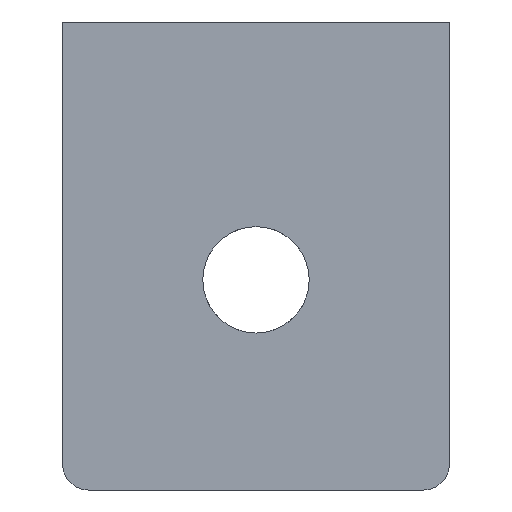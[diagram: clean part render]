
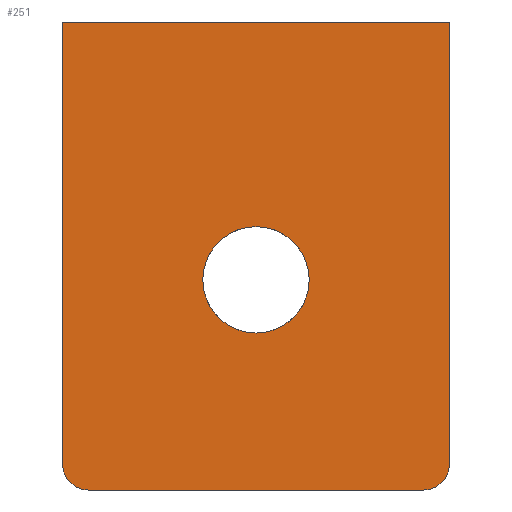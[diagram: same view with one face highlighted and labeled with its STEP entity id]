
A CAD part, front view. The second image highlights one B-rep face of the part: STEP entity #251.
In plain terms, the highlighted planar face has unit normal (0, -1, 0).
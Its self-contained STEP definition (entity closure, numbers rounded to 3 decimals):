
#8 = EDGE_CURVE ( 'NONE', #1379, #869, #22, .T. ) ;
#22 = LINE ( 'NONE', #1519, #1178 ) ;
#42 = DIRECTION ( 'NONE',  ( 0., 1., 0. ) ) ;
#44 = CARTESIAN_POINT ( 'NONE',  ( -15., 0., 0. ) ) ;
#53 = DIRECTION ( 'NONE',  ( 0., -1., 0. ) ) ;
#88 = DIRECTION ( 'NONE',  ( 0., -1., 0. ) ) ;
#196 = CARTESIAN_POINT ( 'NONE',  ( 0., 0., -20. ) ) ;
#237 = CARTESIAN_POINT ( 'NONE',  ( 13., 0., -34.3 ) ) ;
#251 = ADVANCED_FACE ( 'NONE', ( #265, #1480 ), #1752, .F. ) ;
#254 = AXIS2_PLACEMENT_3D ( 'NONE', #237, #88, #1587 ) ;
#265 = FACE_BOUND ( 'NONE', #1545, .T. ) ;
#297 = CARTESIAN_POINT ( 'NONE',  ( 15., 0., 0. ) ) ;
#302 = ORIENTED_EDGE ( 'NONE', *, *, #1082, .T. ) ;
#309 = AXIS2_PLACEMENT_3D ( 'NONE', #990, #53, #983 ) ;
#326 = CARTESIAN_POINT ( 'NONE',  ( 15., 0., -34.3 ) ) ;
#343 = AXIS2_PLACEMENT_3D ( 'NONE', #196, #727, #1153 ) ;
#365 = ORIENTED_EDGE ( 'NONE', *, *, #1590, .T. ) ;
#410 = VERTEX_POINT ( 'NONE', #1430 ) ;
#446 = VERTEX_POINT ( 'NONE', #1141 ) ;
#462 = DIRECTION ( 'NONE',  ( -1., 0., 0. ) ) ;
#471 = AXIS2_PLACEMENT_3D ( 'NONE', #1721, #1325, #515 ) ;
#489 = VERTEX_POINT ( 'NONE', #531 ) ;
#509 = CIRCLE ( 'NONE', #343, 4.125 ) ;
#515 = DIRECTION ( 'NONE',  ( 0., 0., 1. ) ) ;
#531 = CARTESIAN_POINT ( 'NONE',  ( -13., 0., -36.3 ) ) ;
#534 = CIRCLE ( 'NONE', #309, 2. ) ;
#560 = CARTESIAN_POINT ( 'NONE',  ( -15., 0., -34.3 ) ) ;
#724 = EDGE_CURVE ( 'NONE', #1379, #1200, #1733, .T. ) ;
#727 = DIRECTION ( 'NONE',  ( 0., 1., 0. ) ) ;
#747 = ORIENTED_EDGE ( 'NONE', *, *, #929, .T. ) ;
#834 = CARTESIAN_POINT ( 'NONE',  ( 15., 0., -36.3 ) ) ;
#869 = VERTEX_POINT ( 'NONE', #1525 ) ;
#884 = VERTEX_POINT ( 'NONE', #1137 ) ;
#887 = EDGE_CURVE ( 'NONE', #1404, #489, #534, .T. ) ;
#893 = VECTOR ( 'NONE', #462, 1000. ) ;
#929 = EDGE_CURVE ( 'NONE', #446, #884, #1004, .T. ) ;
#961 = DIRECTION ( 'NONE',  ( -1., 0., 0. ) ) ;
#983 = DIRECTION ( 'NONE',  ( 0., 0., 1. ) ) ;
#990 = CARTESIAN_POINT ( 'NONE',  ( -13., 0., -34.3 ) ) ;
#1004 = CIRCLE ( 'NONE', #1350, 4.125 ) ;
#1007 = CARTESIAN_POINT ( 'NONE',  ( 0., 0., -20. ) ) ;
#1040 = CARTESIAN_POINT ( 'NONE',  ( 15., 0., 0. ) ) ;
#1064 = ORIENTED_EDGE ( 'NONE', *, *, #1680, .T. ) ;
#1082 = EDGE_CURVE ( 'NONE', #869, #1404, #1264, .T. ) ;
#1131 = ORIENTED_EDGE ( 'NONE', *, *, #1174, .F. ) ;
#1137 = CARTESIAN_POINT ( 'NONE',  ( 0., 0., -24.125 ) ) ;
#1141 = CARTESIAN_POINT ( 'NONE',  ( 0., 0., -15.875 ) ) ;
#1153 = DIRECTION ( 'NONE',  ( 0., 0., 1. ) ) ;
#1174 = EDGE_CURVE ( 'NONE', #410, #489, #1514, .T. ) ;
#1178 = VECTOR ( 'NONE', #961, 1000. ) ;
#1200 = VERTEX_POINT ( 'NONE', #326 ) ;
#1218 = ORIENTED_EDGE ( 'NONE', *, *, #887, .T. ) ;
#1264 = LINE ( 'NONE', #44, #1710 ) ;
#1280 = DIRECTION ( 'NONE',  ( 0., 0., 1. ) ) ;
#1325 = DIRECTION ( 'NONE',  ( 0., 1., 0. ) ) ;
#1348 = VECTOR ( 'NONE', #1586, 1000. ) ;
#1350 = AXIS2_PLACEMENT_3D ( 'NONE', #1007, #42, #1280 ) ;
#1379 = VERTEX_POINT ( 'NONE', #297 ) ;
#1404 = VERTEX_POINT ( 'NONE', #560 ) ;
#1423 = ORIENTED_EDGE ( 'NONE', *, *, #8, .T. ) ;
#1430 = CARTESIAN_POINT ( 'NONE',  ( 13., 0., -36.3 ) ) ;
#1480 = FACE_OUTER_BOUND ( 'NONE', #1699, .T. ) ;
#1498 = ORIENTED_EDGE ( 'NONE', *, *, #724, .F. ) ;
#1514 = LINE ( 'NONE', #834, #893 ) ;
#1519 = CARTESIAN_POINT ( 'NONE',  ( 15., 0., 0. ) ) ;
#1525 = CARTESIAN_POINT ( 'NONE',  ( -15., 0., 0. ) ) ;
#1545 = EDGE_LOOP ( 'NONE', ( #747, #1064 ) ) ;
#1549 = DIRECTION ( 'NONE',  ( 0., 0., -1. ) ) ;
#1586 = DIRECTION ( 'NONE',  ( 0., 0., -1. ) ) ;
#1587 = DIRECTION ( 'NONE',  ( 0., 0., 1. ) ) ;
#1590 = EDGE_CURVE ( 'NONE', #410, #1200, #1649, .T. ) ;
#1649 = CIRCLE ( 'NONE', #254, 2. ) ;
#1680 = EDGE_CURVE ( 'NONE', #884, #446, #509, .T. ) ;
#1699 = EDGE_LOOP ( 'NONE', ( #302, #1218, #1131, #365, #1498, #1423 ) ) ;
#1710 = VECTOR ( 'NONE', #1549, 1000. ) ;
#1721 = CARTESIAN_POINT ( 'NONE',  ( 15., 0., 0. ) ) ;
#1733 = LINE ( 'NONE', #1040, #1348 ) ;
#1752 = PLANE ( 'NONE',  #471 ) ;
